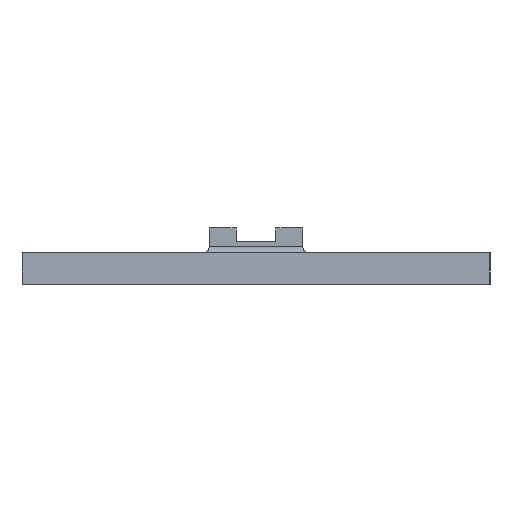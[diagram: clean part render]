
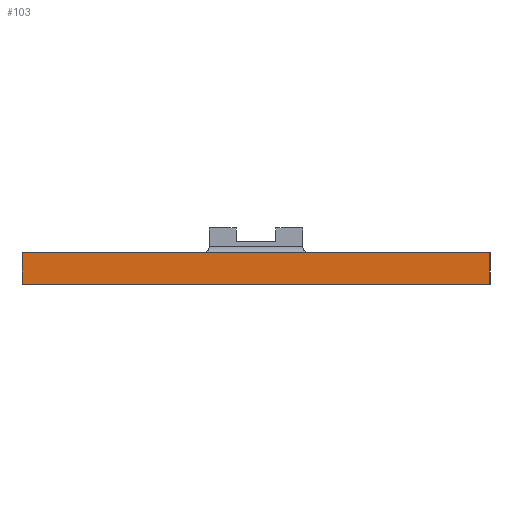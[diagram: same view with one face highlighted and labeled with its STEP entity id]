
A CAD part, left-side view. The second image highlights one B-rep face of the part: STEP entity #103.
In plain terms, the highlighted planar face has unit normal (-1, 0, 0).
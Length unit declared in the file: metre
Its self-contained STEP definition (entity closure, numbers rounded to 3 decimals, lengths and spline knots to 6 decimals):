
#103 = ADVANCED_FACE( '', ( #242 ), #243, .T. );
#242 = FACE_OUTER_BOUND( '', #419, .T. );
#243 = PLANE( '', #420 );
#419 = EDGE_LOOP( '', ( #686, #687, #688, #689 ) );
#420 = AXIS2_PLACEMENT_3D( '', #690, #691, #692 );
#686 = ORIENTED_EDGE( '', *, *, #1037, .F. );
#687 = ORIENTED_EDGE( '', *, *, #1020, .F. );
#688 = ORIENTED_EDGE( '', *, *, #991, .T. );
#689 = ORIENTED_EDGE( '', *, *, #1038, .T. );
#690 = CARTESIAN_POINT( '', ( -0.135, 0., -0.01 ) );
#691 = DIRECTION( '', ( -1., 0., 0. ) );
#692 = DIRECTION( '', ( 0., -1., 0. ) );
#991 = EDGE_CURVE( '', #1179, #1177, #1180, .T. );
#1020 = EDGE_CURVE( '', #1179, #1228, #1231, .T. );
#1037 = EDGE_CURVE( '', #1228, #1254, #1255, .T. );
#1038 = EDGE_CURVE( '', #1177, #1254, #1256, .T. );
#1177 = VERTEX_POINT( '', #1451 );
#1179 = VERTEX_POINT( '', #1454 );
#1180 = LINE( '', #1455, #1456 );
#1228 = VERTEX_POINT( '', #1519 );
#1231 = LINE( '', #1524, #1525 );
#1254 = VERTEX_POINT( '', #1557 );
#1255 = LINE( '', #1558, #1559 );
#1256 = LINE( '', #1560, #1561 );
#1451 = CARTESIAN_POINT( '', ( -0.135, -0.075, -0.01 ) );
#1454 = CARTESIAN_POINT( '', ( -0.135, 0.075, -0.01 ) );
#1455 = CARTESIAN_POINT( '', ( -0.135, 0., -0.01 ) );
#1456 = VECTOR( '', #1753, 1. );
#1519 = CARTESIAN_POINT( '', ( -0.135, 0.075, 0. ) );
#1524 = CARTESIAN_POINT( '', ( -0.135, 0.075, -0.01 ) );
#1525 = VECTOR( '', #1795, 1. );
#1557 = CARTESIAN_POINT( '', ( -0.135, -0.075, 0. ) );
#1558 = CARTESIAN_POINT( '', ( -0.135, 0., 0. ) );
#1559 = VECTOR( '', #1808, 1. );
#1560 = CARTESIAN_POINT( '', ( -0.135, -0.075, -0.01 ) );
#1561 = VECTOR( '', #1809, 1. );
#1753 = DIRECTION( '', ( 0., -1., 0. ) );
#1795 = DIRECTION( '', ( 0., 0., 1. ) );
#1808 = DIRECTION( '', ( 0., -1., 0. ) );
#1809 = DIRECTION( '', ( 0., 0., 1. ) );
